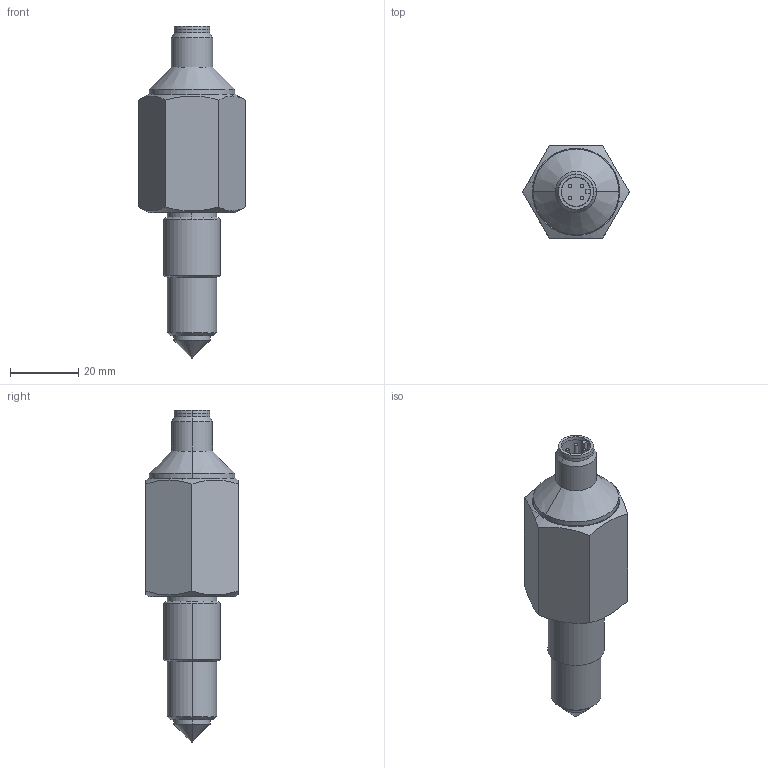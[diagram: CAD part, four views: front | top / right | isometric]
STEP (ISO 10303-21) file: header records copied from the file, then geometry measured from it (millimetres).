
FILE_DESCRIPTION(('Creo Elements/Direct Modeling STEP Export'),'2;1');
FILE_NAME('VPxxxA-1.stp','2017-05-15T12:28:21',('Palle Edslev '),('EDSLEV A/S'),'Creo Elements/Direct Modeling STEP processor for AP214 (Solid Model)','Creo Elements/Direct Modeling 18.1H 24-Oct-2015 (C) Parametric Technology GmbH','');
FILE_SCHEMA(('AUTOMOTIVE_DESIGN { 1 0 10303 214 1 1 1 1 }'));
Length unit declared in the file: millimetre
Products named in the file (2): VPxxxA-1
Assembly tree (1 placements, depth 2):
  VPxxxA-1
    VPxxxA-1
Bounding box: 31.18 x 27 x 97 mm (x, y, z)
Volume: 32114.2 mm3; surface area: 7282.8 mm2
Topology: 1 solids, 1 shells, 63 faces, 139 edges, 86 vertices
Faces by surface type: cylinder 23, plane 20, cone 20
Entity records: 2590 total; most frequent: CARTESIAN_POINT 1245, ORIENTED_EDGE 278, DIRECTION 250, EDGE_CURVE 139, AXIS2_PLACEMENT_3D 96, VERTEX_POINT 86, EDGE_LOOP 71, FACE_OUTER_BOUND 63
